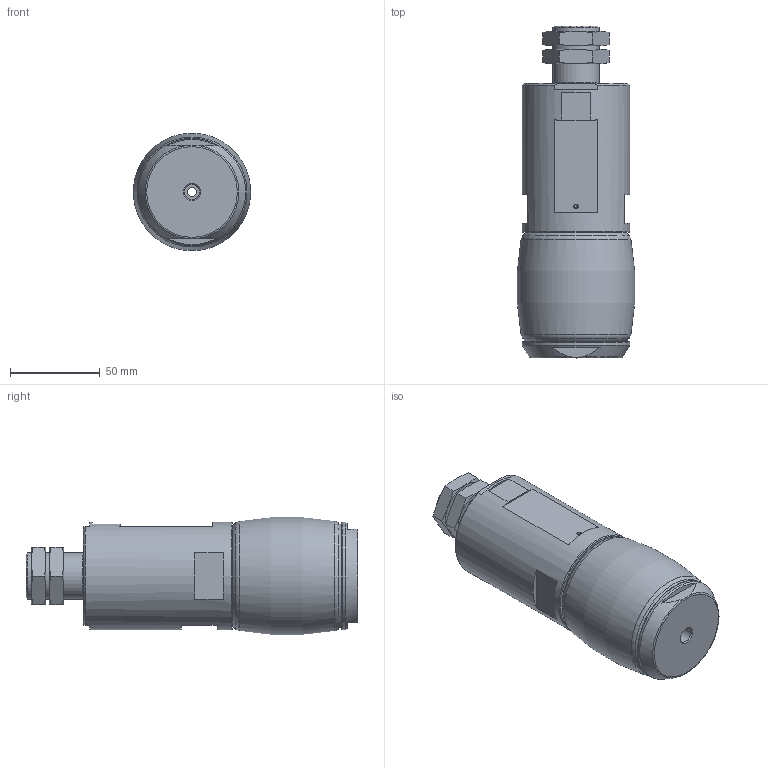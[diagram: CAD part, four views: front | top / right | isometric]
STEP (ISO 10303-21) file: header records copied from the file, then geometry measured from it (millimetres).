
FILE_DESCRIPTION(/* description */ ('STEP AP214'),/* implementation_level */ '2;1');
FILE_NAME(/* name */ '1320841_DHEB-63-E-U-E-P',/* time_stamp */ '2024-08-19T17:21:21+02:00',/* author */ ('License CC BY-ND 4.0'),/* organization */ ('CADENAS'),/* preprocessor_version */ 'ST-DEVELOPER v19.3',/* originating_system */ 'PARTsolutions',/* authorisation */ ' ');
FILE_SCHEMA (('AUTOMOTIVE_DESIGN {1 0 10303 214 3 1 1}'));
Length unit declared in the file: millimetre
Products named in the file (5): 1320841 DHEB-63-E-U-E-P---(AUS); 1359135 DHEB-63-E-U-E-P; 1359145 DHEB-63-E-U-E-P---(AUS); 1448942 DHAS-GB-B14-63-E---(MOD-AUS-U); 337144 VAL-1/4 M26x1.5-8-32
Assembly tree (5 placements, depth 2):
  1320841 DHEB-63-E-U-E-P---(AUS)
    1359135 DHEB-63-E-U-E-P
    1359145 DHEB-63-E-U-E-P---(AUS)
    1448942 DHAS-GB-B14-63-E---(MOD-AUS-U)
    337144 VAL-1/4 M26x1.5-8-32  x2
Bounding box: 65.47 x 185 x 65.39 mm (x, y, z)
Volume: 403986.6 mm3; surface area: 87661 mm2
Topology: 5 solids, 5 shells, 106 faces, 233 edges, 148 vertices
Faces by surface type: plane 56, cylinder 22, cone 19, torus 9
Full cylindrical faces by diameter (mm): 2 x1, 2.013 x1, 5 x1, 8 x2, 8.566 x3, 14 x2, 24.376 x2, 26 x1, 29 x3, 35 x2, 50 x2, 59.8 x1, 60 x1
Entity records: 2434 total; most frequent: CARTESIAN_POINT 479, DIRECTION 397, ORIENTED_EDGE 290, AXIS2_PLACEMENT_3D 179, FACE_BOUND 162, EDGE_LOOP 161, EDGE_CURVE 145, VERTEX_POINT 117
